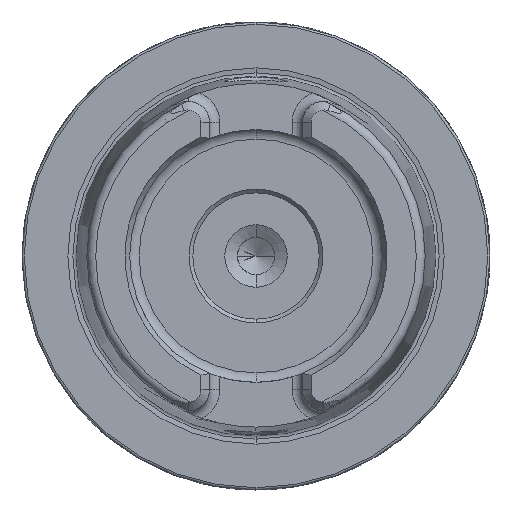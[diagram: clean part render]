
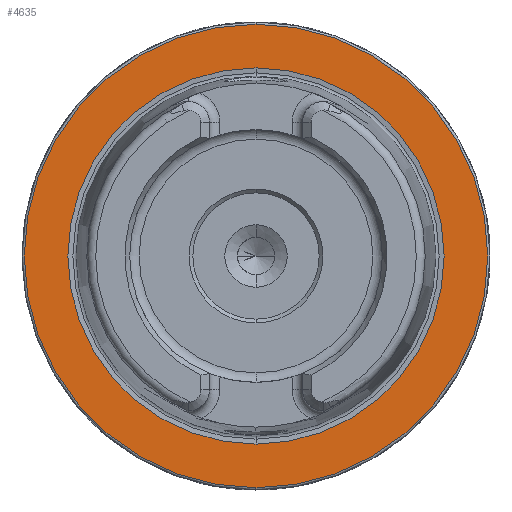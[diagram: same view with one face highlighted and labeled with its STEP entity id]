
A CAD part, left-side view. The second image highlights one B-rep face of the part: STEP entity #4635.
In plain terms, the highlighted planar face has unit normal (-1, 0, 0).
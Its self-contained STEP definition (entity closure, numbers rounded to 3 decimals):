
#2100 = AXIS2_PLACEMENT_3D ( 'NONE', #10318, #10320, #10322 ) ;
#2103 = AXIS2_PLACEMENT_3D ( 'NONE', #10347, #10349, #10351 ) ;
#2136 = AXIS2_PLACEMENT_3D ( 'NONE', #7573, #7574, #7575 ) ;
#2137 = AXIS2_PLACEMENT_3D ( 'NONE', #7577, #7578, #7579 ) ;
#2409 = EDGE_LOOP ( 'NONE', ( #8840, #8839 ) ) ;
#2410 = EDGE_LOOP ( 'NONE', ( #8842, #8841 ) ) ;
#4027 = VERTEX_POINT ( 'NONE', #7720 ) ;
#4040 = VERTEX_POINT ( 'NONE', #7708 ) ;
#4044 = VERTEX_POINT ( 'NONE', #7705 ) ;
#4047 = VERTEX_POINT ( 'NONE', #7703 ) ;
#4635 = ADVANCED_FACE ( 'NONE', ( #10326, #10339 ), #5845, .F. ) ;
#5592 = EDGE_CURVE ( 'NONE', #4044, #4047, #10745, .T. ) ;
#5596 = EDGE_CURVE ( 'NONE', #4027, #4040, #10751, .T. ) ;
#5839 = CARTESIAN_POINT ( 'NONE',  ( 0., 31.2, 0. ) ) ;
#5845 = PLANE ( 'NONE',  #6458 ) ;
#5847 = DIRECTION ( 'NONE',  ( 1., 0., 0. ) ) ;
#5848 = DIRECTION ( 'NONE',  ( 0., 0., -1. ) ) ;
#6458 = AXIS2_PLACEMENT_3D ( 'NONE', #5839, #5847, #5848 ) ;
#6667 = CIRCLE ( 'NONE', #2136, 31.2 ) ;
#6668 = CIRCLE ( 'NONE', #2137, 25.324 ) ;
#7573 = CARTESIAN_POINT ( 'NONE',  ( 0., 0., 0. ) ) ;
#7574 = DIRECTION ( 'NONE',  ( -1., 0., 0. ) ) ;
#7575 = DIRECTION ( 'NONE',  ( 0., 0., 1. ) ) ;
#7577 = CARTESIAN_POINT ( 'NONE',  ( 0., 0., 0. ) ) ;
#7578 = DIRECTION ( 'NONE',  ( -1., 0., 0. ) ) ;
#7579 = DIRECTION ( 'NONE',  ( 0., 0., 1. ) ) ;
#7703 = CARTESIAN_POINT ( 'NONE',  ( 0., 0., -31.2 ) ) ;
#7705 = CARTESIAN_POINT ( 'NONE',  ( 0., 0., 31.2 ) ) ;
#7708 = CARTESIAN_POINT ( 'NONE',  ( 0., 0., 25.324 ) ) ;
#7720 = CARTESIAN_POINT ( 'NONE',  ( 0., 0., -25.324 ) ) ;
#7955 = EDGE_CURVE ( 'NONE', #4047, #4044, #6667, .T. ) ;
#7956 = EDGE_CURVE ( 'NONE', #4040, #4027, #6668, .T. ) ;
#8839 = ORIENTED_EDGE ( 'NONE', *, *, #7955, .T. ) ;
#8840 = ORIENTED_EDGE ( 'NONE', *, *, #5592, .T. ) ;
#8841 = ORIENTED_EDGE ( 'NONE', *, *, #5596, .F. ) ;
#8842 = ORIENTED_EDGE ( 'NONE', *, *, #7956, .F. ) ;
#10318 = CARTESIAN_POINT ( 'NONE',  ( 0., 0., 0. ) ) ;
#10320 = DIRECTION ( 'NONE',  ( -1., 0., 0. ) ) ;
#10322 = DIRECTION ( 'NONE',  ( 0., 0., 1. ) ) ;
#10326 = FACE_BOUND ( 'NONE', #2410, .T. ) ;
#10339 = FACE_OUTER_BOUND ( 'NONE', #2409, .T. ) ;
#10347 = CARTESIAN_POINT ( 'NONE',  ( 0., 0., 0. ) ) ;
#10349 = DIRECTION ( 'NONE',  ( -1., 0., 0. ) ) ;
#10351 = DIRECTION ( 'NONE',  ( 0., 0., 1. ) ) ;
#10745 = CIRCLE ( 'NONE', #2100, 31.2 ) ;
#10751 = CIRCLE ( 'NONE', #2103, 25.324 ) ;
